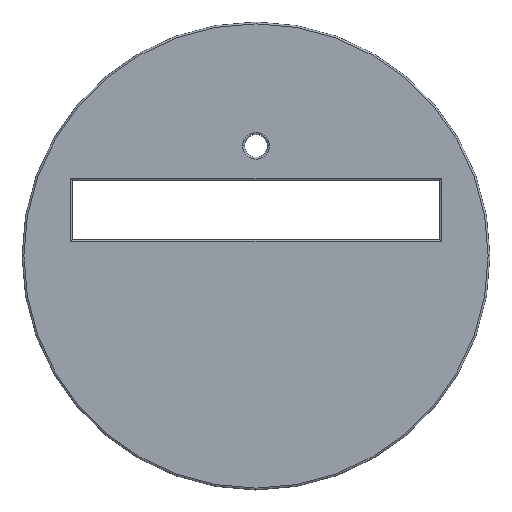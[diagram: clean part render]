
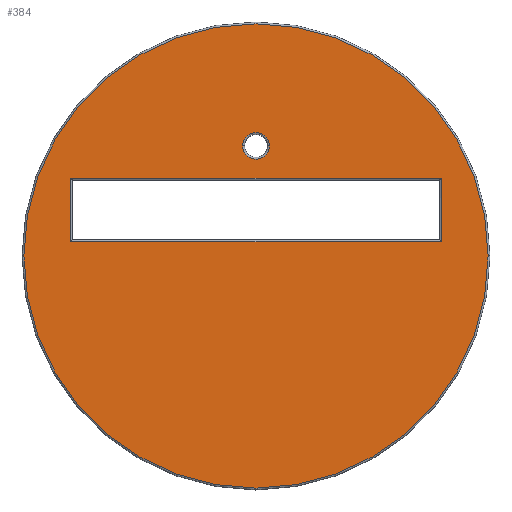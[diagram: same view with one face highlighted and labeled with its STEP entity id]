
A CAD part, top view. The second image highlights one B-rep face of the part: STEP entity #384.
In plain terms, the highlighted planar face has unit normal (0, 0, 1).
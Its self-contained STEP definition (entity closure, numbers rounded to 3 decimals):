
#45 = AXIS2_PLACEMENT_3D ( 'NONE', #1330, #82, #498 ) ;
#46 = EDGE_CURVE ( 'NONE', #1207, #1197, #835, .T. ) ;
#49 = AXIS2_PLACEMENT_3D ( 'NONE', #994, #681, #1196 ) ;
#58 = CARTESIAN_POINT ( 'NONE',  ( -1.45, 12., 0. ) ) ;
#73 = DIRECTION ( 'NONE',  ( -1., 0., 0. ) ) ;
#77 = VERTEX_POINT ( 'NONE', #1319 ) ;
#82 = DIRECTION ( 'NONE',  ( 0., 0., 1. ) ) ;
#95 = AXIS2_PLACEMENT_3D ( 'NONE', #192, #606, #73 ) ;
#131 = CARTESIAN_POINT ( 'NONE',  ( 0., 12., 0. ) ) ;
#152 = CARTESIAN_POINT ( 'NONE',  ( 20.2, 1.55, 0. ) ) ;
#166 = EDGE_LOOP ( 'NONE', ( #537, #461 ) ) ;
#168 = CARTESIAN_POINT ( 'NONE',  ( 25.5, 8.45, 0. ) ) ;
#192 = CARTESIAN_POINT ( 'NONE',  ( 25.5, 0., 0. ) ) ;
#240 = ORIENTED_EDGE ( 'NONE', *, *, #46, .T. ) ;
#246 = VECTOR ( 'NONE', #843, 1000. ) ;
#265 = VERTEX_POINT ( 'NONE', #152 ) ;
#294 = FACE_OUTER_BOUND ( 'NONE', #1332, .T. ) ;
#297 = VERTEX_POINT ( 'NONE', #58 ) ;
#299 = DIRECTION ( 'NONE',  ( 0., 0., -1. ) ) ;
#301 = FACE_BOUND ( 'NONE', #166, .T. ) ;
#316 = CARTESIAN_POINT ( 'NONE',  ( -25.3, 0., 0. ) ) ;
#335 = VECTOR ( 'NONE', #896, 1000. ) ;
#341 = EDGE_CURVE ( 'NONE', #265, #77, #450, .T. ) ;
#360 = VECTOR ( 'NONE', #583, 1000. ) ;
#384 = ADVANCED_FACE ( 'NONE', ( #294, #385, #301 ), #496, .F. ) ;
#385 = FACE_BOUND ( 'NONE', #797, .T. ) ;
#408 = EDGE_CURVE ( 'NONE', #77, #463, #1004, .T. ) ;
#421 = LINE ( 'NONE', #947, #246 ) ;
#450 = LINE ( 'NONE', #1281, #897 ) ;
#461 = ORIENTED_EDGE ( 'NONE', *, *, #715, .T. ) ;
#463 = VERTEX_POINT ( 'NONE', #1328 ) ;
#489 = CARTESIAN_POINT ( 'NONE',  ( 20.2, 8.45, 0. ) ) ;
#496 = PLANE ( 'NONE',  #95 ) ;
#498 = DIRECTION ( 'NONE',  ( -1., 0., 0. ) ) ;
#508 = DIRECTION ( 'NONE',  ( -1., 0., 0. ) ) ;
#515 = AXIS2_PLACEMENT_3D ( 'NONE', #131, #299, #895 ) ;
#518 = ORIENTED_EDGE ( 'NONE', *, *, #408, .T. ) ;
#533 = AXIS2_PLACEMENT_3D ( 'NONE', #814, #713, #1208 ) ;
#537 = ORIENTED_EDGE ( 'NONE', *, *, #691, .T. ) ;
#550 = EDGE_CURVE ( 'NONE', #1104, #265, #421, .T. ) ;
#576 = ORIENTED_EDGE ( 'NONE', *, *, #1026, .T. ) ;
#583 = DIRECTION ( 'NONE',  ( 1., 0., 0. ) ) ;
#606 = DIRECTION ( 'NONE',  ( 0., 0., -1. ) ) ;
#681 = DIRECTION ( 'NONE',  ( 0., 0., 1. ) ) ;
#691 = EDGE_CURVE ( 'NONE', #297, #1285, #726, .T. ) ;
#713 = DIRECTION ( 'NONE',  ( 0., 0., -1. ) ) ;
#715 = EDGE_CURVE ( 'NONE', #1285, #297, #1250, .T. ) ;
#726 = CIRCLE ( 'NONE', #515, 1.45 ) ;
#757 = EDGE_CURVE ( 'NONE', #463, #1104, #1107, .T. ) ;
#792 = ORIENTED_EDGE ( 'NONE', *, *, #550, .T. ) ;
#797 = EDGE_LOOP ( 'NONE', ( #828, #792, #1091, #518 ) ) ;
#814 = CARTESIAN_POINT ( 'NONE',  ( 0., 12., 0. ) ) ;
#828 = ORIENTED_EDGE ( 'NONE', *, *, #757, .T. ) ;
#835 = CIRCLE ( 'NONE', #45, 25.3 ) ;
#843 = DIRECTION ( 'NONE',  ( 0., -1., 0. ) ) ;
#859 = CARTESIAN_POINT ( 'NONE',  ( 1.45, 12., 0. ) ) ;
#895 = DIRECTION ( 'NONE',  ( -1., 0., 0. ) ) ;
#896 = DIRECTION ( 'NONE',  ( 0., 1., 0. ) ) ;
#897 = VECTOR ( 'NONE', #508, 1000. ) ;
#926 = CARTESIAN_POINT ( 'NONE',  ( 25.3, 0., 0. ) ) ;
#947 = CARTESIAN_POINT ( 'NONE',  ( 20.2, 0., 0. ) ) ;
#994 = CARTESIAN_POINT ( 'NONE',  ( 0., 0., 0. ) ) ;
#997 = CARTESIAN_POINT ( 'NONE',  ( -20.2, 0., 0. ) ) ;
#1004 = LINE ( 'NONE', #997, #335 ) ;
#1026 = EDGE_CURVE ( 'NONE', #1197, #1207, #1094, .T. ) ;
#1091 = ORIENTED_EDGE ( 'NONE', *, *, #341, .T. ) ;
#1094 = CIRCLE ( 'NONE', #49, 25.3 ) ;
#1104 = VERTEX_POINT ( 'NONE', #489 ) ;
#1107 = LINE ( 'NONE', #168, #360 ) ;
#1196 = DIRECTION ( 'NONE',  ( -1., 0., 0. ) ) ;
#1197 = VERTEX_POINT ( 'NONE', #316 ) ;
#1207 = VERTEX_POINT ( 'NONE', #926 ) ;
#1208 = DIRECTION ( 'NONE',  ( -1., 0., 0. ) ) ;
#1250 = CIRCLE ( 'NONE', #533, 1.45 ) ;
#1281 = CARTESIAN_POINT ( 'NONE',  ( 25.5, 1.55, 0. ) ) ;
#1285 = VERTEX_POINT ( 'NONE', #859 ) ;
#1319 = CARTESIAN_POINT ( 'NONE',  ( -20.2, 1.55, 0. ) ) ;
#1328 = CARTESIAN_POINT ( 'NONE',  ( -20.2, 8.45, 0. ) ) ;
#1330 = CARTESIAN_POINT ( 'NONE',  ( 0., 0., 0. ) ) ;
#1332 = EDGE_LOOP ( 'NONE', ( #576, #240 ) ) ;
